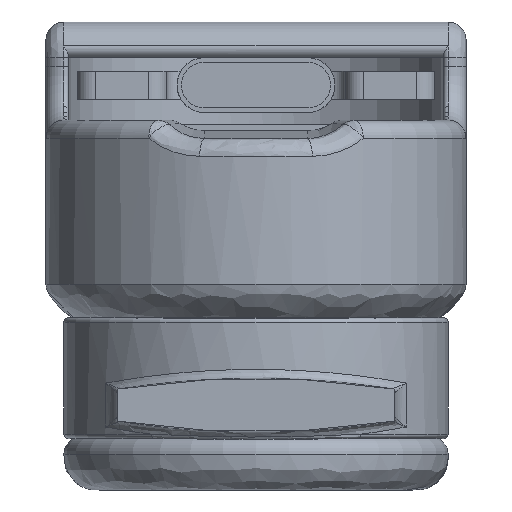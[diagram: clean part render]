
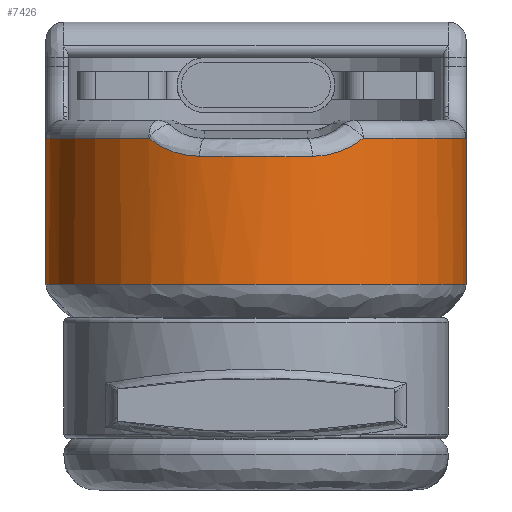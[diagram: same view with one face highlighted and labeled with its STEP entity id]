
A CAD part, front view. The second image highlights one B-rep face of the part: STEP entity #7426.
In plain terms, the highlighted cylindrical face has radius 11.75 mm (diameter 23.5 mm), a partial arc.
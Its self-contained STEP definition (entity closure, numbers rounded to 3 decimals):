
#23=ELLIPSE('',#8179,11.756,11.75);
#287=CYLINDRICAL_SURFACE('',#8185,11.75);
#591=CIRCLE('',#8184,11.75);
#592=CIRCLE('',#8186,11.75);
#593=CIRCLE('',#8187,11.75);
#1151=LINE('',#18444,#1713);
#1152=LINE('',#18447,#1714);
#1713=VECTOR('',#10069,10.);
#1714=VECTOR('',#10072,10.);
#2318=FACE_OUTER_BOUND('',#2767,.T.);
#2767=EDGE_LOOP('',(#6831,#6832,#6833,#6834,#6835,#6836,#6837,#6838,#6839,
#6840));
#2997=B_SPLINE_CURVE_WITH_KNOTS('',3,(#17686,#17687,#17688,#17689),
 .UNSPECIFIED.,.F.,.F.,(4,4),(0.,0.03),
 .UNSPECIFIED.);
#3002=B_SPLINE_CURVE_WITH_KNOTS('',3,(#17771,#17772,#17773,#17774),
 .UNSPECIFIED.,.F.,.F.,(4,4),(-0.03,0.),.UNSPECIFIED.);
#3007=B_SPLINE_CURVE_WITH_KNOTS('',3,(#18000,#18001,#18002,#18003,#18004,
#18005,#18006,#18007,#18008,#18009,#18010),.UNSPECIFIED.,.F.,.F.,(4,1,1,
1,1,1,1,1,4),(-0.307,-0.219,-0.131,
-0.088,-0.044,-0.022,-0.016,
-0.011,0.),.UNSPECIFIED.);
#3012=B_SPLINE_CURVE_WITH_KNOTS('',3,(#18238,#18239,#18240,#18241,#18242,
#18243,#18244,#18245,#18246,#18247,#18248,#18249,#18250,#18251),
 .UNSPECIFIED.,.F.,.F.,(4,1,1,1,1,1,1,1,1,1,1,4),(-0.307,-0.296,
-0.294,-0.293,-0.29,-0.285,
-0.263,-0.252,-0.241,-0.219,
-0.131,0.),.UNSPECIFIED.);
#3646=VERTEX_POINT('',#17683);
#3647=VERTEX_POINT('',#17685);
#3660=VERTEX_POINT('',#17768);
#3661=VERTEX_POINT('',#17770);
#3683=VERTEX_POINT('',#17988);
#3684=VERTEX_POINT('',#17999);
#3686=VERTEX_POINT('',#18073);
#3688=VERTEX_POINT('',#18227);
#3690=VERTEX_POINT('',#18443);
#3691=VERTEX_POINT('',#18445);
#4685=EDGE_CURVE('',#3646,#3647,#2997,.T.);
#4704=EDGE_CURVE('',#3660,#3661,#3002,.T.);
#4737=EDGE_CURVE('',#3683,#3684,#3007,.T.);
#4741=EDGE_CURVE('',#3686,#3683,#23,.T.);
#4744=EDGE_CURVE('',#3688,#3686,#3012,.T.);
#4753=EDGE_CURVE('',#3684,#3660,#591,.T.);
#4754=EDGE_CURVE('',#3647,#3688,#592,.T.);
#4755=EDGE_CURVE('',#3690,#3646,#1151,.T.);
#4756=EDGE_CURVE('',#3690,#3691,#593,.T.);
#4757=EDGE_CURVE('',#3691,#3661,#1152,.T.);
#6831=ORIENTED_EDGE('',*,*,#4737,.F.);
#6832=ORIENTED_EDGE('',*,*,#4741,.F.);
#6833=ORIENTED_EDGE('',*,*,#4744,.F.);
#6834=ORIENTED_EDGE('',*,*,#4754,.F.);
#6835=ORIENTED_EDGE('',*,*,#4685,.F.);
#6836=ORIENTED_EDGE('',*,*,#4755,.F.);
#6837=ORIENTED_EDGE('',*,*,#4756,.T.);
#6838=ORIENTED_EDGE('',*,*,#4757,.T.);
#6839=ORIENTED_EDGE('',*,*,#4704,.F.);
#6840=ORIENTED_EDGE('',*,*,#4753,.F.);
#7426=ADVANCED_FACE('',(#2318),#287,.T.);
#8179=AXIS2_PLACEMENT_3D('',#18084,#10052,#10053);
#8184=AXIS2_PLACEMENT_3D('',#18440,#10063,#10064);
#8185=AXIS2_PLACEMENT_3D('',#18441,#10065,#10066);
#8186=AXIS2_PLACEMENT_3D('',#18442,#10067,#10068);
#8187=AXIS2_PLACEMENT_3D('',#18446,#10070,#10071);
#10052=DIRECTION('center_axis',(0.,-0.032,
0.999));
#10053=DIRECTION('ref_axis',(0.,-0.999,-0.032));
#10063=DIRECTION('center_axis',(0.,0.,
1.));
#10064=DIRECTION('ref_axis',(0.841,-0.541,0.));
#10065=DIRECTION('center_axis',(0.,0.,1.));
#10066=DIRECTION('ref_axis',(-1.,0.,0.));
#10067=DIRECTION('center_axis',(0.,0.,
1.));
#10068=DIRECTION('ref_axis',(-0.841,-0.541,0.));
#10069=DIRECTION('',(0.,0.,1.));
#10070=DIRECTION('center_axis',(0.,0.,
1.));
#10071=DIRECTION('ref_axis',(-1.,0.,0.));
#10072=DIRECTION('',(0.,0.,1.));
#17683=CARTESIAN_POINT('',(-11.75,-14.5,20.696));
#17685=CARTESIAN_POINT('',(-11.745,-14.828,20.685));
#17686=CARTESIAN_POINT('Ctrl Pts',(-11.75,-14.5,20.696));
#17687=CARTESIAN_POINT('Ctrl Pts',(-11.75,-14.609,
20.689));
#17688=CARTESIAN_POINT('Ctrl Pts',(-11.748,-14.719,
20.685));
#17689=CARTESIAN_POINT('Ctrl Pts',(-11.745,-14.828,
20.685));
#17768=CARTESIAN_POINT('',(11.745,-14.828,20.685));
#17770=CARTESIAN_POINT('',(11.75,-14.5,20.696));
#17771=CARTESIAN_POINT('Ctrl Pts',(11.745,-14.828,20.685));
#17772=CARTESIAN_POINT('Ctrl Pts',(11.748,-14.719,20.685));
#17773=CARTESIAN_POINT('Ctrl Pts',(11.75,-14.609,20.689));
#17774=CARTESIAN_POINT('Ctrl Pts',(11.75,-14.5,20.696));
#17988=CARTESIAN_POINT('',(3.159,-25.817,19.669));
#17999=CARTESIAN_POINT('',(6.001,-24.602,20.685));
#18000=CARTESIAN_POINT('Ctrl Pts',(3.159,-25.817,19.669));
#18001=CARTESIAN_POINT('Ctrl Pts',(3.466,-25.732,19.671));
#18002=CARTESIAN_POINT('Ctrl Pts',(4.073,-25.535,19.737));
#18003=CARTESIAN_POINT('Ctrl Pts',(4.78,-25.241,19.957));
#18004=CARTESIAN_POINT('Ctrl Pts',(5.3,-24.989,20.206));
#18005=CARTESIAN_POINT('Ctrl Pts',(5.606,-24.828,20.39));
#18006=CARTESIAN_POINT('Ctrl Pts',(5.793,-24.723,20.523));
#18007=CARTESIAN_POINT('Ctrl Pts',(5.877,-24.674,20.586));
#18008=CARTESIAN_POINT('Ctrl Pts',(5.933,-24.642,20.63));
#18009=CARTESIAN_POINT('Ctrl Pts',(5.974,-24.618,20.663));
#18010=CARTESIAN_POINT('Ctrl Pts',(6.001,-24.602,20.685));
#18073=CARTESIAN_POINT('',(-3.159,-25.817,19.669));
#18084=CARTESIAN_POINT('Origin',(0.,-14.5,20.03));
#18227=CARTESIAN_POINT('',(-6.001,-24.602,20.685));
#18238=CARTESIAN_POINT('Ctrl Pts',(-6.001,-24.602,
20.685));
#18239=CARTESIAN_POINT('Ctrl Pts',(-5.974,-24.618,20.663));
#18240=CARTESIAN_POINT('Ctrl Pts',(-5.943,-24.636,
20.638));
#18241=CARTESIAN_POINT('Ctrl Pts',(-5.909,-24.656,
20.611));
#18242=CARTESIAN_POINT('Ctrl Pts',(-5.895,-24.664,
20.6));
#18243=CARTESIAN_POINT('Ctrl Pts',(-5.87,-24.678,20.581));
#18244=CARTESIAN_POINT('Ctrl Pts',(-5.793,-24.723,
20.523));
#18245=CARTESIAN_POINT('Ctrl Pts',(-5.692,-24.78,
20.451));
#18246=CARTESIAN_POINT('Ctrl Pts',(-5.573,-24.844,
20.373));
#18247=CARTESIAN_POINT('Ctrl Pts',(-5.453,-24.909,
20.299));
#18248=CARTESIAN_POINT('Ctrl Pts',(-5.111,-25.085,20.104));
#18249=CARTESIAN_POINT('Ctrl Pts',(-4.373,-25.426,
19.793));
#18250=CARTESIAN_POINT('Ctrl Pts',(-3.62,-25.689,19.673));
#18251=CARTESIAN_POINT('Ctrl Pts',(-3.159,-25.817,
19.669));
#18440=CARTESIAN_POINT('Origin',(0.,-14.5,20.685));
#18441=CARTESIAN_POINT('Origin',(0.,-14.5,12.5));
#18442=CARTESIAN_POINT('Origin',(0.,-14.5,20.685));
#18443=CARTESIAN_POINT('',(-11.75,-14.5,12.5));
#18444=CARTESIAN_POINT('',(-11.75,-14.5,12.5));
#18445=CARTESIAN_POINT('',(11.75,-14.5,12.5));
#18446=CARTESIAN_POINT('Origin',(0.,-14.5,12.5));
#18447=CARTESIAN_POINT('',(11.75,-14.5,12.5));
